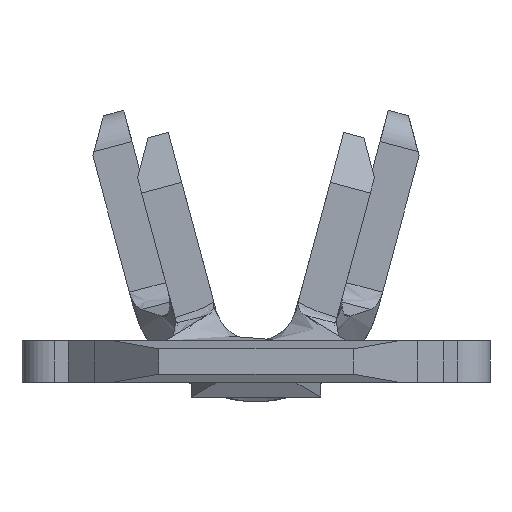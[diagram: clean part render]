
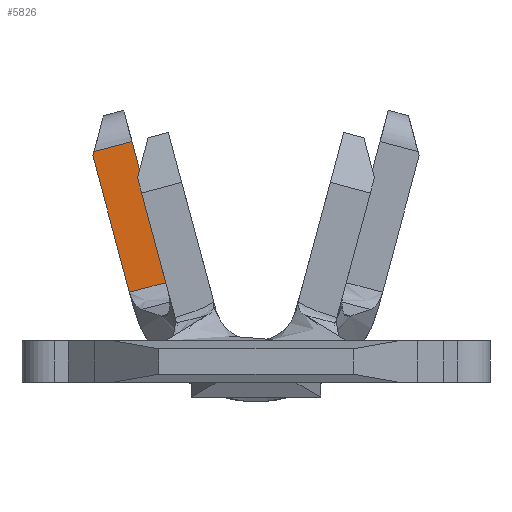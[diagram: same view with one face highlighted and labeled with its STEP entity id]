
A CAD part, left-side view. The second image highlights one B-rep face of the part: STEP entity #5826.
In plain terms, the highlighted planar face has unit normal (-1, 0, 0).
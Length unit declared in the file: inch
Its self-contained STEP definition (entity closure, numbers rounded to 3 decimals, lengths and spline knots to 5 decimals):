
#25 = CARTESIAN_POINT ( 'NONE',  ( 0.662, 0.09778, 0.05355 ) ) ;
#31 = AXIS2_PLACEMENT_3D ( 'NONE', #2952, #5758, #2407 ) ;
#356 = VERTEX_POINT ( 'NONE', #5953 ) ;
#496 = CARTESIAN_POINT ( 'NONE',  ( 0.662, 0.09778, 0.05355 ) ) ;
#657 = CARTESIAN_POINT ( 'NONE',  ( 0.662, 0.06376, 0.04997 ) ) ;
#774 = VERTEX_POINT ( 'NONE', #5579 ) ;
#916 = VERTEX_POINT ( 'NONE', #1756 ) ;
#961 = CARTESIAN_POINT ( 'NONE',  ( 0.662, 0.11769, 0.18987 ) ) ;
#1025 = CARTESIAN_POINT ( 'NONE',  ( 0.662, 0.09468, 0.04171 ) ) ;
#1124 = ORIENTED_EDGE ( 'NONE', *, *, #5086, .T. ) ;
#1150 = CARTESIAN_POINT ( 'NONE',  ( 0.662, 0.06689, 0.06167 ) ) ;
#1293 = PLANE ( 'NONE',  #31 ) ;
#1354 = EDGE_CURVE ( 'NONE', #774, #2959, #5543, .T. ) ;
#1438 = CARTESIAN_POINT ( 'NONE',  ( 0.662, 0.0948, 0.04218 ) ) ;
#1554 = VECTOR ( 'NONE', #3744, 39.37008 ) ;
#1756 = CARTESIAN_POINT ( 'NONE',  ( 0.662, 0.09468, 0.04171 ) ) ;
#2005 = CARTESIAN_POINT ( 'NONE',  ( 0.662, 0.09679, 0.04976 ) ) ;
#2067 = LINE ( 'NONE', #961, #3195 ) ;
#2150 = VECTOR ( 'NONE', #4333, 39.37008 ) ;
#2407 = DIRECTION ( 'NONE',  ( 0., 1., 0. ) ) ;
#2794 = VERTEX_POINT ( 'NONE', #4776 ) ;
#2856 = ORIENTED_EDGE ( 'NONE', *, *, #5838, .T. ) ;
#2928 = VERTEX_POINT ( 'NONE', #496 ) ;
#2952 = CARTESIAN_POINT ( 'NONE',  ( 0.662, 0., 0.067 ) ) ;
#2959 = VERTEX_POINT ( 'NONE', #4969 ) ;
#3033 = LINE ( 'NONE', #4842, #1554 ) ;
#3060 = ORIENTED_EDGE ( 'NONE', *, *, #5173, .F. ) ;
#3195 = VECTOR ( 'NONE', #3680, 39.37008 ) ;
#3198 = ORIENTED_EDGE ( 'NONE', *, *, #4828, .T. ) ;
#3363 = CARTESIAN_POINT ( 'NONE',  ( 0.662, 0.08748, 0.05625 ) ) ;
#3680 = DIRECTION ( 'NONE',  ( 0., -0.26, 0.966 ) ) ;
#3744 = DIRECTION ( 'NONE',  ( 0., 0.966, -0.258 ) ) ;
#3939 = ORIENTED_EDGE ( 'NONE', *, *, #5074, .F. ) ;
#4284 = B_SPLINE_CURVE_WITH_KNOTS ( 'NONE', 3,
 ( #25, #3363, #4458, #1150 ),
 .UNSPECIFIED., .F., .F.,
 ( 4, 4 ),
 ( 0., 0.00081 ),
 .UNSPECIFIED. ) ;
#4333 = DIRECTION ( 'NONE',  ( 0., 0.258, 0.966 ) ) ;
#4423 =( BOUNDED_CURVE ( )  B_SPLINE_CURVE ( 3, ( #5211, #6817, #4741, #1438, #5338, #2005, #5903 ),
 .UNSPECIFIED., .F., .F. ) 
 B_SPLINE_CURVE_WITH_KNOTS ( ( 4, 3, 4 ),
 ( 0.99745, 1., 1.06197 ),
 .UNSPECIFIED. ) 
 CURVE ( )  GEOMETRIC_REPRESENTATION_ITEM ( )  RATIONAL_B_SPLINE_CURVE ( ( 0.996, 0.997, 0.999, 1., 1., 1., 1. ) ) 
 REPRESENTATION_ITEM ( '' )  );
#4458 = CARTESIAN_POINT ( 'NONE',  ( 0.662, 0.07719, 0.05896 ) ) ;
#4526 = DIRECTION ( 'NONE',  ( 0., -0.258, -0.966 ) ) ;
#4741 = CARTESIAN_POINT ( 'NONE',  ( 0.662, 0.09476, 0.04202 ) ) ;
#4776 = CARTESIAN_POINT ( 'NONE',  ( 0.662, 0.126, 0.15897 ) ) ;
#4828 = EDGE_CURVE ( 'NONE', #2928, #2959, #4284, .T. ) ;
#4842 = CARTESIAN_POINT ( 'NONE',  ( 0.662, 0.03202, 0.18688 ) ) ;
#4969 = CARTESIAN_POINT ( 'NONE',  ( 0.662, 0.06689, 0.06167 ) ) ;
#5074 = EDGE_CURVE ( 'NONE', #2794, #356, #2067, .T. ) ;
#5086 = EDGE_CURVE ( 'NONE', #774, #356, #3033, .T. ) ;
#5173 = EDGE_CURVE ( 'NONE', #916, #2794, #6728, .T. ) ;
#5211 = CARTESIAN_POINT ( 'NONE',  ( 0.662, 0.09468, 0.04171 ) ) ;
#5338 = CARTESIAN_POINT ( 'NONE',  ( 0.662, 0.0958, 0.04597 ) ) ;
#5543 = LINE ( 'NONE', #657, #6968 ) ;
#5579 = CARTESIAN_POINT ( 'NONE',  ( 0.662, 0.09578, 0.16985 ) ) ;
#5758 = DIRECTION ( 'NONE',  ( 1., 0., 0. ) ) ;
#5826 = ADVANCED_FACE ( 'NONE', ( #6025 ), #1293, .F. ) ;
#5838 = EDGE_CURVE ( 'NONE', #916, #2928, #4423, .T. ) ;
#5893 = EDGE_LOOP ( 'NONE', ( #2856, #3198, #7093, #1124, #3939, #3060 ) ) ;
#5903 = CARTESIAN_POINT ( 'NONE',  ( 0.662, 0.09778, 0.05355 ) ) ;
#5953 = CARTESIAN_POINT ( 'NONE',  ( 0.662, 0.12519, 0.16199 ) ) ;
#6025 = FACE_OUTER_BOUND ( 'NONE', #5893, .T. ) ;
#6728 = LINE ( 'NONE', #1025, #2150 ) ;
#6817 = CARTESIAN_POINT ( 'NONE',  ( 0.662, 0.09472, 0.04187 ) ) ;
#6968 = VECTOR ( 'NONE', #4526, 39.37008 ) ;
#7093 = ORIENTED_EDGE ( 'NONE', *, *, #1354, .F. ) ;
